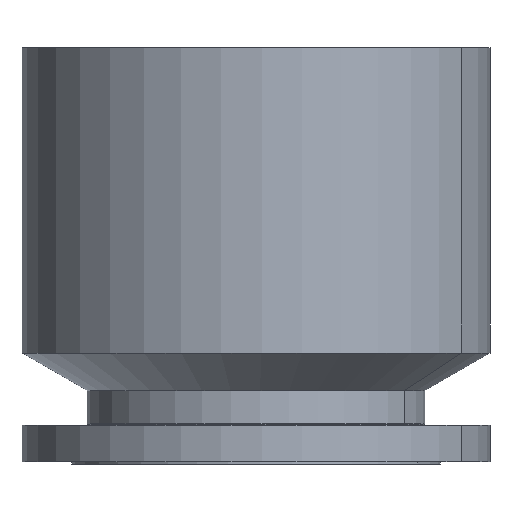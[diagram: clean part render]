
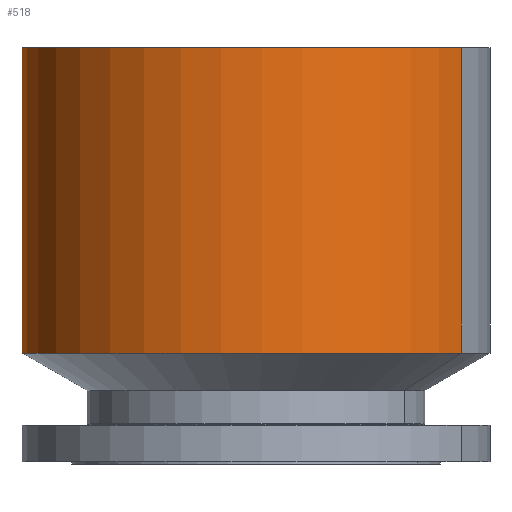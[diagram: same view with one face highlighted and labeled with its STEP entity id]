
A CAD part, left-side view. The second image highlights one B-rep face of the part: STEP entity #518.
In plain terms, the highlighted cylindrical face has radius 171.45 mm (diameter 342.9 mm), a partial arc.
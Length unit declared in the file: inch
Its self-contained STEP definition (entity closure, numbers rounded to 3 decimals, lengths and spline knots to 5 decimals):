
#255=AXIS2_PLACEMENT_3D('Cylinder Axis2P3D',#252,#253,#254) ;
#471=AXIS2_PLACEMENT_3D('Circle Axis2P3D',#469,#470,$) ;
#509=AXIS2_PLACEMENT_3D('Circle Axis2P3D',#507,#508,$) ;
#252=CARTESIAN_POINT('Axis2P3D Location',(0.,0.,5.9375)) ;
#447=CARTESIAN_POINT('Vertex',(3.23612,5.92368,3.14003)) ;
#454=CARTESIAN_POINT('Vertex',(-3.23612,-5.92368,3.14003)) ;
#469=CARTESIAN_POINT('Axis2P3D Location',(0.,0.,3.14003)) ;
#481=CARTESIAN_POINT('Line Origine',(3.23612,5.92368,7.53877)) ;
#485=CARTESIAN_POINT('Vertex',(3.23612,5.92368,11.9375)) ;
#492=CARTESIAN_POINT('Vertex',(-3.23612,-5.92368,11.9375)) ;
#495=CARTESIAN_POINT('Line Origine',(-3.23612,-5.92368,7.53877)) ;
#507=CARTESIAN_POINT('Axis2P3D Location',(0.,0.,11.9375)) ;
#253=DIRECTION('Axis2P3D Direction',(0.,0.,-0.039)) ;
#254=DIRECTION('Axis2P3D XDirection',(-0.019,-0.035,0.)) ;
#470=DIRECTION('Axis2P3D Direction',(-0.,0.,0.039)) ;
#482=DIRECTION('Vector Direction',(0.,0.,-0.039)) ;
#496=DIRECTION('Vector Direction',(0.,0.,-0.039)) ;
#508=DIRECTION('Axis2P3D Direction',(0.,0.,-0.039)) ;
#483=VECTOR('Line Direction',#482,0.03937) ;
#497=VECTOR('Line Direction',#496,0.03937) ;
#513=ORIENTED_EDGE('',*,*,#473,.F.) ;
#514=ORIENTED_EDGE('',*,*,#499,.T.) ;
#515=ORIENTED_EDGE('',*,*,#511,.T.) ;
#516=ORIENTED_EDGE('',*,*,#487,.F.) ;
#518=ADVANCED_FACE('PartBody',(#517),#256,.T.) ;
#472=CIRCLE('generated circle',#471,6.75) ;
#510=CIRCLE('generated circle',#509,6.75) ;
#256=CYLINDRICAL_SURFACE('generated cylinder',#255,6.75) ;
#473=EDGE_CURVE('',#455,#448,#472,.F.) ;
#487=EDGE_CURVE('',#448,#486,#484,.F.) ;
#499=EDGE_CURVE('',#455,#493,#498,.F.) ;
#511=EDGE_CURVE('',#493,#486,#510,.T.) ;
#512=EDGE_LOOP('',(#513,#514,#515,#516)) ;
#517=FACE_OUTER_BOUND('',#512,.T.) ;
#484=LINE('Line',#481,#483) ;
#498=LINE('Line',#495,#497) ;
#448=VERTEX_POINT('',#447) ;
#455=VERTEX_POINT('',#454) ;
#486=VERTEX_POINT('',#485) ;
#493=VERTEX_POINT('',#492) ;
